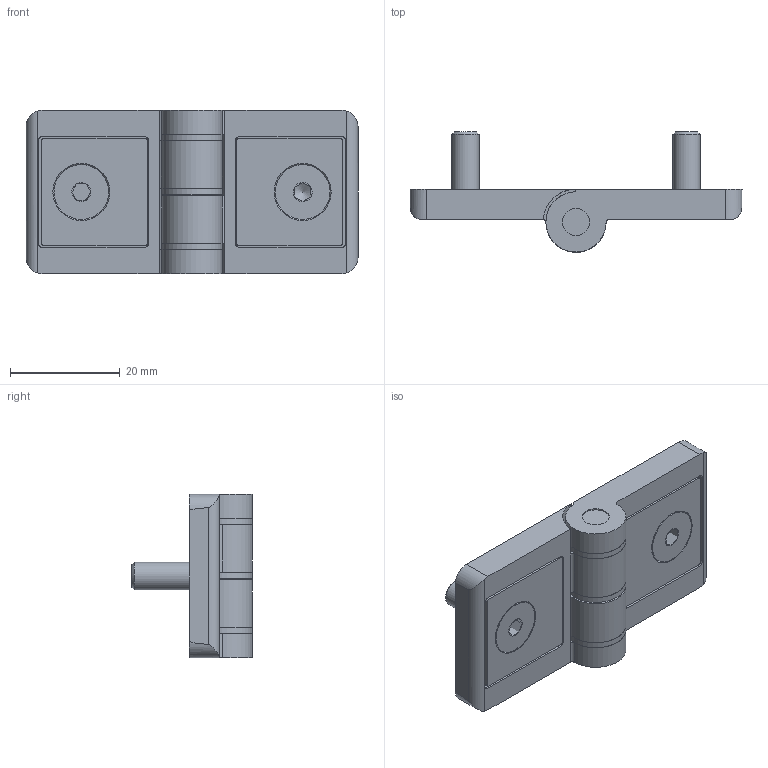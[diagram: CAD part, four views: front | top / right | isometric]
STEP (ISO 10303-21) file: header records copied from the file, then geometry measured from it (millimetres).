
FILE_DESCRIPTION(/* description */ (''),/* implementation_level */ '2;1');
FILE_NAME(/* name */ 'ZI-1558_Scharnier_30_Zn_8_8-8.stp',/* time_stamp */ '2020-07-20T15:07:28+02:00',/* author */ ('jmaun'),/* organization */ (''),/* preprocessor_version */ 'ST-DEVELOPER v17',/* originating_system */ 'Autodesk Inventor 2019',/* authorisation */ '');
FILE_SCHEMA (('AUTOMOTIVE_DESIGN { 1 0 10303 214 3 1 1 }'));
Length unit declared in the file: millimetre
Products named in the file (10): ZI-1558_Scharnier_30_Zn_8_8-8; 2; 3; 4; 5; 6; 7; 101; 111; 131
Assembly tree (9 placements, depth 2):
  ZI-1558_Scharnier_30_Zn_8_8-8
    2
    3
    4
    5
    6
    7
    101
    111
    131
Bounding box: 60.6 x 22 x 29.8 mm (x, y, z)
Volume: 9783 mm3; surface area: 9152.2 mm2
Topology: 9 solids, 9 shells, 155 faces, 363 edges, 218 vertices
Faces by surface type: plane 82, cylinder 63, cone 10
Full cylindrical faces by diameter (mm): 3.465 x2, 5 x10, 5.3 x2, 10 x2, 10.4 x2, 11 x3
Entity records: 5096 total; most frequent: DIRECTION 849, CARTESIAN_POINT 829, ORIENTED_EDGE 722, EDGE_CURVE 361, AXIS2_PLACEMENT_3D 330, VERTEX_POINT 218, LINE 189, VECTOR 189
